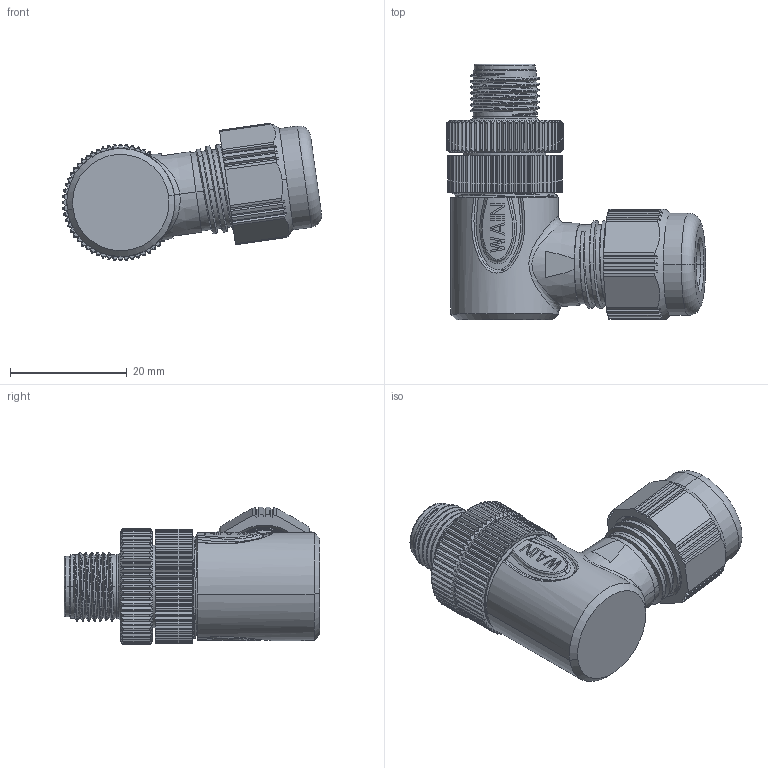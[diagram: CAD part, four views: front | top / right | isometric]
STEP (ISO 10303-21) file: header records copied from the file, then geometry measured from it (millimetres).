
FILE_DESCRIPTION((''),'2;1');
FILE_NAME('3D_1630055113102_M12P-M05A-S-D8','2024-03-18T',('12262'),(''),'PRO/ENGINEER BY PARAMETRIC TECHNOLOGY CORPORATION, 2012480','PRO/ENGINEER BY PARAMETRIC TECHNOLOGY CORPORATION, 2012480','');
FILE_SCHEMA(('CONFIG_CONTROL_DESIGN'));
Products named in the file (1): 3D_1630055113102_M12P-M05A-S-D8
Bounding box: 44.38 x 43.8 x 23.6 mm (x, y, z)
Volume: 13772.7 mm3; surface area: 10374 mm2
Topology: 1 solids, 2 shells, 1264 faces, 3388 edges, 2155 vertices
Faces by surface type: plane 544, cylinder 396, cone 181, torus 65, bspline 62, extrusion 8, sphere 8
Entity records: 56830 total; most frequent: CARTESIAN_POINT 26866, ORIENTED_EDGE 6760, DIRECTION 5603, EDGE_CURVE 3380, VERTEX_POINT 2155, AXIS2_PLACEMENT_3D 2111, VECTOR 1381, LINE 1373
